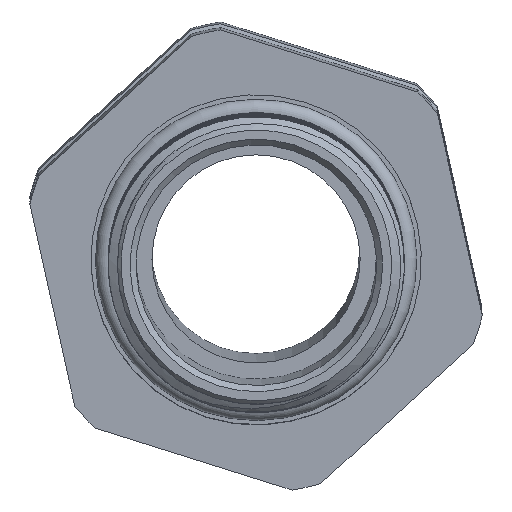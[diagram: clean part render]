
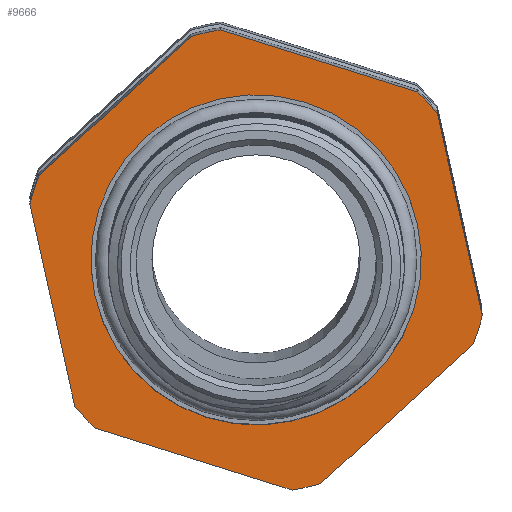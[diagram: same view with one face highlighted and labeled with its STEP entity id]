
A CAD part, front view. The second image highlights one B-rep face of the part: STEP entity #9666.
In plain terms, the highlighted face is planar.
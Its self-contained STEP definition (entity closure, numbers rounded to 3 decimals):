
#265=FACE_BOUND('',#1896,.T.);
#809=CIRCLE('',#11034,19.53);
#810=CIRCLE('',#11036,19.53);
#811=CIRCLE('',#11038,19.53);
#812=CIRCLE('',#11040,19.53);
#813=CIRCLE('',#11042,19.53);
#814=CIRCLE('',#11044,19.53);
#816=CIRCLE('',#11047,13.854);
#1348=FACE_OUTER_BOUND('',#1895,.T.);
#1895=EDGE_LOOP('',(#8655,#8656,#8657,#8658,#8659,#8660,#8661,#8662,#8663,
#8664,#8665,#8666));
#1896=EDGE_LOOP('',(#8667));
#2613=LINE('',#20462,#2949);
#2616=LINE('',#20477,#2952);
#2619=LINE('',#20492,#2955);
#2622=LINE('',#20507,#2958);
#2625=LINE('',#20522,#2961);
#2628=LINE('',#20537,#2964);
#2949=VECTOR('',#13922,10.);
#2952=VECTOR('',#13927,10.);
#2955=VECTOR('',#13932,10.);
#2958=VECTOR('',#13937,10.);
#2961=VECTOR('',#13942,10.);
#2964=VECTOR('',#13947,10.);
#4209=VERTEX_POINT('',#20459);
#4210=VERTEX_POINT('',#20461);
#4214=VERTEX_POINT('',#20474);
#4215=VERTEX_POINT('',#20476);
#4219=VERTEX_POINT('',#20489);
#4220=VERTEX_POINT('',#20491);
#4224=VERTEX_POINT('',#20504);
#4225=VERTEX_POINT('',#20506);
#4229=VERTEX_POINT('',#20519);
#4230=VERTEX_POINT('',#20521);
#4234=VERTEX_POINT('',#20534);
#4235=VERTEX_POINT('',#20536);
#4236=VERTEX_POINT('',#20568);
#5688=EDGE_CURVE('',#4210,#4209,#2613,.T.);
#5693=EDGE_CURVE('',#4215,#4214,#2616,.T.);
#5698=EDGE_CURVE('',#4220,#4219,#2619,.T.);
#5703=EDGE_CURVE('',#4225,#4224,#2622,.T.);
#5708=EDGE_CURVE('',#4230,#4229,#2625,.T.);
#5713=EDGE_CURVE('',#4235,#4234,#2628,.T.);
#5725=EDGE_CURVE('',#4235,#4224,#809,.T.);
#5726=EDGE_CURVE('',#4220,#4234,#810,.T.);
#5727=EDGE_CURVE('',#4225,#4214,#811,.T.);
#5728=EDGE_CURVE('',#4215,#4229,#812,.T.);
#5729=EDGE_CURVE('',#4230,#4209,#813,.T.);
#5730=EDGE_CURVE('',#4210,#4219,#814,.T.);
#5732=EDGE_CURVE('',#4236,#4236,#816,.T.);
#8655=ORIENTED_EDGE('',*,*,#5688,.T.);
#8656=ORIENTED_EDGE('',*,*,#5729,.F.);
#8657=ORIENTED_EDGE('',*,*,#5708,.T.);
#8658=ORIENTED_EDGE('',*,*,#5728,.F.);
#8659=ORIENTED_EDGE('',*,*,#5693,.T.);
#8660=ORIENTED_EDGE('',*,*,#5727,.F.);
#8661=ORIENTED_EDGE('',*,*,#5703,.T.);
#8662=ORIENTED_EDGE('',*,*,#5725,.F.);
#8663=ORIENTED_EDGE('',*,*,#5713,.T.);
#8664=ORIENTED_EDGE('',*,*,#5726,.F.);
#8665=ORIENTED_EDGE('',*,*,#5698,.T.);
#8666=ORIENTED_EDGE('',*,*,#5730,.F.);
#8667=ORIENTED_EDGE('',*,*,#5732,.T.);
#9159=PLANE('',#11046);
#9666=ADVANCED_FACE('',(#1348,#265),#9159,.T.);
#11034=AXIS2_PLACEMENT_3D('',#20555,#13981,#13982);
#11036=AXIS2_PLACEMENT_3D('',#20557,#13985,#13986);
#11038=AXIS2_PLACEMENT_3D('',#20559,#13989,#13990);
#11040=AXIS2_PLACEMENT_3D('',#20561,#13993,#13994);
#11042=AXIS2_PLACEMENT_3D('',#20563,#13997,#13998);
#11044=AXIS2_PLACEMENT_3D('',#20565,#14001,#14002);
#11046=AXIS2_PLACEMENT_3D('',#20567,#14005,#14006);
#11047=AXIS2_PLACEMENT_3D('',#20569,#14007,#14008);
#13922=DIRECTION('',(-1.,0.,0.));
#13927=DIRECTION('',(0.5,0.,0.866));
#13932=DIRECTION('',(-0.5,0.,-0.866));
#13937=DIRECTION('',(1.,0.,0.));
#13942=DIRECTION('',(-0.5,0.,0.866));
#13947=DIRECTION('',(0.5,0.,-0.866));
#13981=DIRECTION('center_axis',(0.,-1.,0.));
#13982=DIRECTION('ref_axis',(1.,0.,0.));
#13985=DIRECTION('center_axis',(0.,-1.,0.));
#13986=DIRECTION('ref_axis',(1.,0.,0.));
#13989=DIRECTION('center_axis',(0.,-1.,0.));
#13990=DIRECTION('ref_axis',(1.,0.,0.));
#13993=DIRECTION('center_axis',(0.,-1.,0.));
#13994=DIRECTION('ref_axis',(1.,0.,0.));
#13997=DIRECTION('center_axis',(0.,-1.,0.));
#13998=DIRECTION('ref_axis',(1.,0.,0.));
#14001=DIRECTION('center_axis',(0.,-1.,0.));
#14002=DIRECTION('ref_axis',(1.,0.,0.));
#14005=DIRECTION('center_axis',(0.,1.,0.));
#14006=DIRECTION('ref_axis',(0.,0.,1.));
#14007=DIRECTION('center_axis',(0.,-1.,0.));
#14008=DIRECTION('ref_axis',(1.,0.,0.));
#20459=CARTESIAN_POINT('',(-8.67,-16.,-17.5));
#20461=CARTESIAN_POINT('',(8.67,-16.,-17.5));
#20462=CARTESIAN_POINT('',(4.335,-16.,-17.5));
#20474=CARTESIAN_POINT('',(-10.82,-16.,16.259));
#20476=CARTESIAN_POINT('',(-19.491,-16.,1.241));
#20477=CARTESIAN_POINT('',(-21.551,-16.,-2.328));
#20489=CARTESIAN_POINT('',(10.82,-16.,-16.259));
#20491=CARTESIAN_POINT('',(19.491,-16.,-1.241));
#20492=CARTESIAN_POINT('',(13.095,-16.,-12.319));
#20504=CARTESIAN_POINT('',(8.67,-16.,17.5));
#20506=CARTESIAN_POINT('',(-8.67,-16.,17.5));
#20507=CARTESIAN_POINT('',(-4.335,-16.,17.5));
#20519=CARTESIAN_POINT('',(-19.491,-16.,-1.241));
#20521=CARTESIAN_POINT('',(-10.82,-16.,-16.259));
#20522=CARTESIAN_POINT('',(-8.76,-16.,-19.828));
#20534=CARTESIAN_POINT('',(19.491,-16.,1.241));
#20536=CARTESIAN_POINT('',(10.82,-16.,16.259));
#20537=CARTESIAN_POINT('',(17.216,-16.,5.181));
#20555=CARTESIAN_POINT('Origin',(0.,-16.,0.));
#20557=CARTESIAN_POINT('Origin',(0.,-16.,0.));
#20559=CARTESIAN_POINT('Origin',(0.,-16.,0.));
#20561=CARTESIAN_POINT('Origin',(0.,-16.,0.));
#20563=CARTESIAN_POINT('Origin',(0.,-16.,0.));
#20565=CARTESIAN_POINT('Origin',(0.,-16.,0.));
#20567=CARTESIAN_POINT('Origin',(0.,-16.,-19.53));
#20568=CARTESIAN_POINT('',(0.,-16.,-13.854));
#20569=CARTESIAN_POINT('Origin',(0.,-16.,0.));
